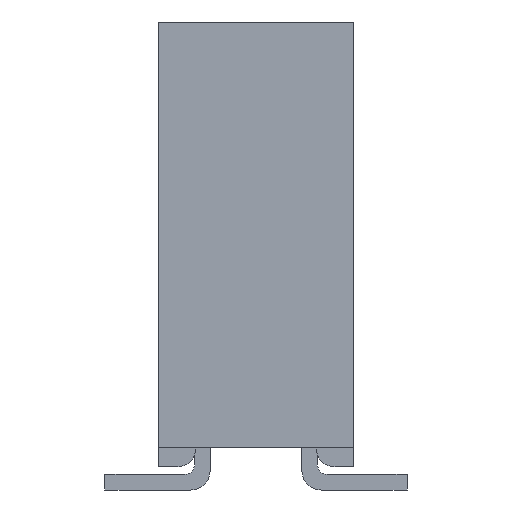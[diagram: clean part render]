
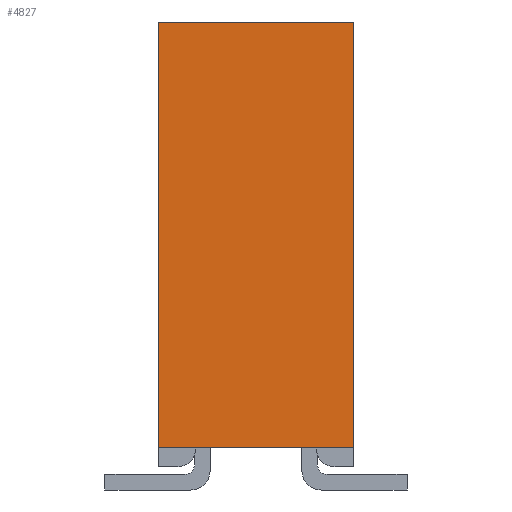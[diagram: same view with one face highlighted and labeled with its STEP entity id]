
A CAD part, left-side view. The second image highlights one B-rep face of the part: STEP entity #4827.
In plain terms, the highlighted planar face has unit normal (-1, 0, 0).
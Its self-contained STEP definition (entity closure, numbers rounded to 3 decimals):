
#4827 = ADVANCED_FACE('',(#4828),#4862,.F.);
#4828 = FACE_BOUND('',#4829,.T.);
#4829 = EDGE_LOOP('',(#4830,#4840,#4848,#4856));
#4830 = ORIENTED_EDGE('',*,*,#4831,.T.);
#4831 = EDGE_CURVE('',#4832,#4834,#4836,.T.);
#4832 = VERTEX_POINT('',#4833);
#4833 = CARTESIAN_POINT('',(-15.367,5.791,-1.27));
#4834 = VERTEX_POINT('',#4835);
#4835 = CARTESIAN_POINT('',(-15.367,0.254,-1.27));
#4836 = LINE('',#4837,#4838);
#4837 = CARTESIAN_POINT('',(-15.367,5.791,-1.27));
#4838 = VECTOR('',#4839,1.);
#4839 = DIRECTION('',(0.,-1.,0.));
#4840 = ORIENTED_EDGE('',*,*,#4841,.T.);
#4841 = EDGE_CURVE('',#4834,#4842,#4844,.T.);
#4842 = VERTEX_POINT('',#4843);
#4843 = CARTESIAN_POINT('',(-15.367,0.254,1.27));
#4844 = LINE('',#4845,#4846);
#4845 = CARTESIAN_POINT('',(-15.367,0.254,-0.787));
#4846 = VECTOR('',#4847,1.);
#4847 = DIRECTION('',(0.,0.,1.));
#4848 = ORIENTED_EDGE('',*,*,#4849,.F.);
#4849 = EDGE_CURVE('',#4850,#4842,#4852,.T.);
#4850 = VERTEX_POINT('',#4851);
#4851 = CARTESIAN_POINT('',(-15.367,5.791,1.27));
#4852 = LINE('',#4853,#4854);
#4853 = CARTESIAN_POINT('',(-15.367,5.791,1.27));
#4854 = VECTOR('',#4855,1.);
#4855 = DIRECTION('',(0.,-1.,0.));
#4856 = ORIENTED_EDGE('',*,*,#4857,.F.);
#4857 = EDGE_CURVE('',#4832,#4850,#4858,.T.);
#4858 = LINE('',#4859,#4860);
#4859 = CARTESIAN_POINT('',(-15.367,5.791,-1.27));
#4860 = VECTOR('',#4861,1.);
#4861 = DIRECTION('',(0.,0.,1.));
#4862 = PLANE('',#4863);
#4863 = AXIS2_PLACEMENT_3D('',#4864,#4865,#4866);
#4864 = CARTESIAN_POINT('',(-15.367,5.791,-1.27));
#4865 = DIRECTION('',(1.,0.,0.));
#4866 = DIRECTION('',(0.,0.,-1.));
